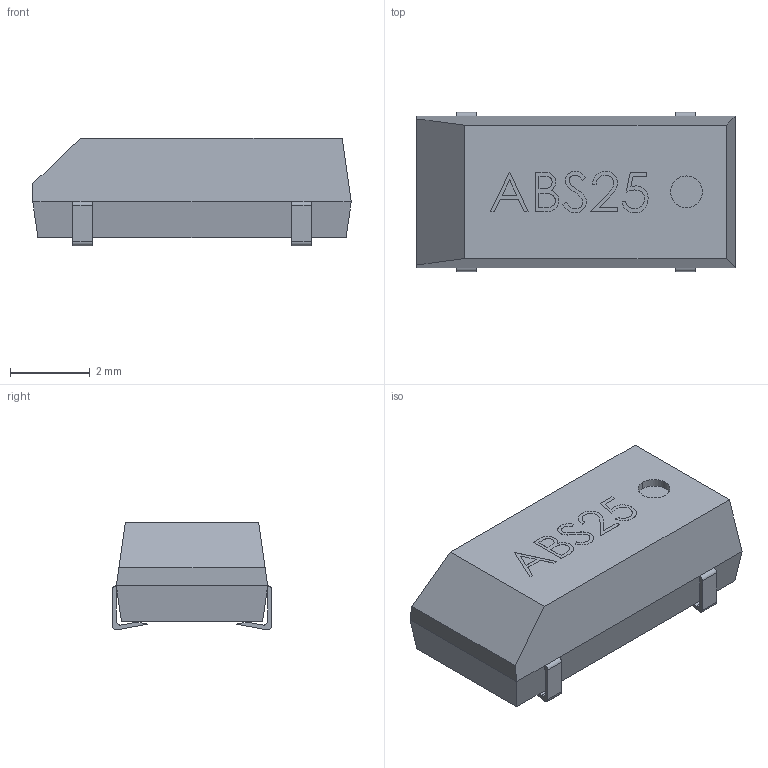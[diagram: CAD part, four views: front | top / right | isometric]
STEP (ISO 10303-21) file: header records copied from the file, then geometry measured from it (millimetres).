
FILE_DESCRIPTION(('FreeCAD Model'),'2;1');
FILE_NAME('User Library-ABS25.step', '2017-06-26T00:59:51',('kicad StepUp'),('ksu MCAD'), 'Open CASCADE STEP processor 6.8','FreeCAD','Unknown');
FILE_SCHEMA(('AUTOMOTIVE_DESIGN_CC2 { 1 2 10303 214 -1 1 5 4 }'));
Length unit declared in the file: millimetre
Products named in the file (2): ASSEMBLY; User_Library-ABS25
Assembly tree (1 placements, depth 2):
  ASSEMBLY
    User_Library-ABS25
Bounding box: 8 x 4 x 2.71 mm (x, y, z)
Volume: 69 mm3; surface area: 117 mm2
Topology: 1 solids, 1 shells, 138 faces, 369 edges, 242 vertices
Faces by surface type: plane 82, bspline 38, cylinder 18
Entity records: 7194 total; most frequent: CARTESIAN_POINT 2981, ORIENTED_EDGE 738, DIRECTION 533, EDGE_CURVE 369, LINE 257, VECTOR 257, VERTEX_POINT 242, FACE_BOUND 147
